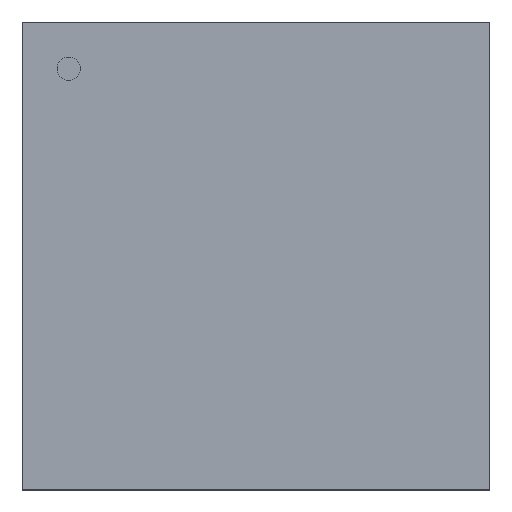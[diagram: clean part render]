
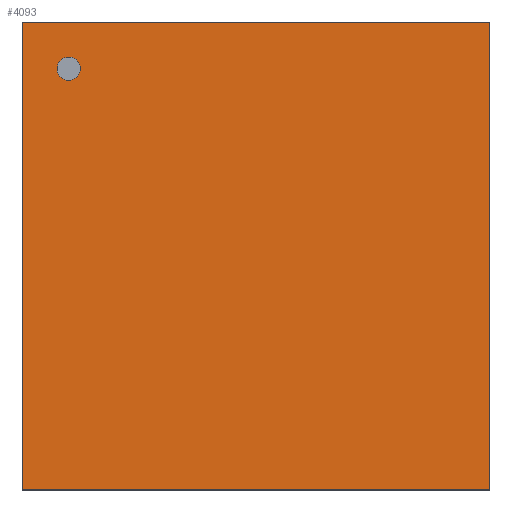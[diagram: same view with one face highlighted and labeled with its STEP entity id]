
A CAD part, top view. The second image highlights one B-rep face of the part: STEP entity #4093.
In plain terms, the highlighted planar face has unit normal (0, 0, 1).
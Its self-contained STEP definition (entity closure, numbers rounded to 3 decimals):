
#3869=CARTESIAN_POINT('',(8.496,-8.496,1.6));
#3868=VERTEX_POINT('',#3869);
#3879=CARTESIAN_POINT('',(-8.496,-8.496,1.6));
#3878=VERTEX_POINT('',#3879);
#3877=EDGE_CURVE('',#3878,#3868,#3882,.T.);
#3882=LINE('',#3879,#3884);
#3884=VECTOR('',#3885,16.993);
#3885=DIRECTION('',(1.0,0.0,0.0));
#3918=CARTESIAN_POINT('',(8.496,8.496,1.6));
#3917=VERTEX_POINT('',#3918);
#3926=EDGE_CURVE('',#3868,#3917,#3931,.T.);
#3931=LINE('',#3869,#3933);
#3933=VECTOR('',#3934,16.993);
#3934=DIRECTION('',(0.0,1.0,0.0));
#3967=CARTESIAN_POINT('',(-8.496,8.496,1.6));
#3966=VERTEX_POINT('',#3967);
#3975=EDGE_CURVE('',#3917,#3966,#3980,.T.);
#3980=LINE('',#3918,#3982);
#3982=VECTOR('',#3983,16.993);
#3983=DIRECTION('',(-1.0,0.0,0.0));
#4024=EDGE_CURVE('',#3966,#3878,#4029,.T.);
#4029=LINE('',#3967,#4031);
#4031=VECTOR('',#4032,16.993);
#4032=DIRECTION('',(0.0,-1.0,0.0));
#4093=ADVANCED_FACE('',(#4099),#4094,.T.);
#4094=PLANE('',#4095);
#4095=AXIS2_PLACEMENT_3D('',#4096,#4097,#4098);
#4096=CARTESIAN_POINT('',(-8.496,-8.496,1.6));
#4097=DIRECTION('',(0.0,0.0,1.0));
#4098=DIRECTION('',(0.,1.,0.));
#4099=FACE_OUTER_BOUND('',#4100,.T.);
#4100=EDGE_LOOP('',(#4101,#4111,#4121,#4131));
#4101=ORIENTED_EDGE('',*,*,#3877,.T.);
#4111=ORIENTED_EDGE('',*,*,#3926,.T.);
#4121=ORIENTED_EDGE('',*,*,#3975,.T.);
#4131=ORIENTED_EDGE('',*,*,#4024,.T.);
